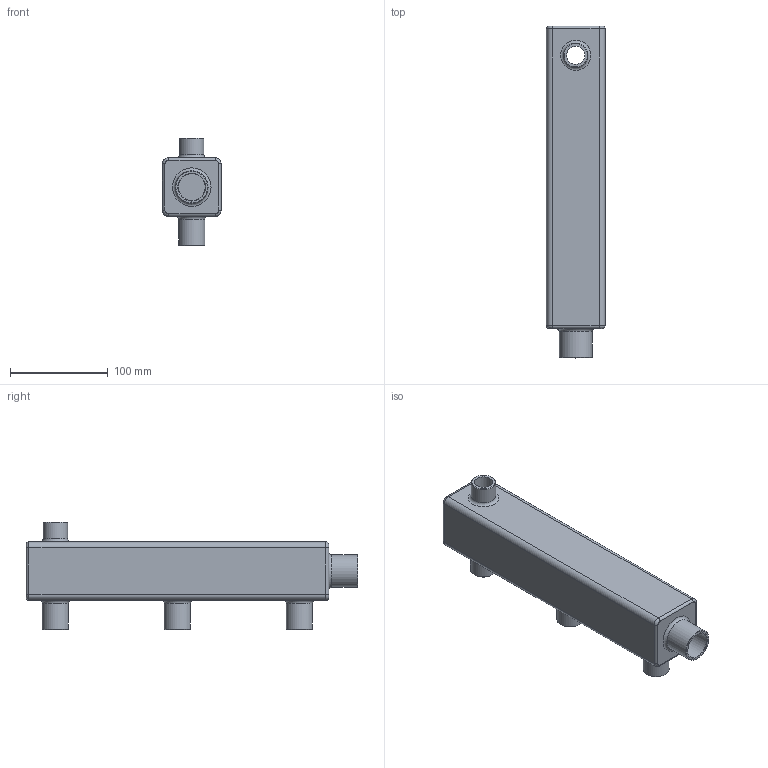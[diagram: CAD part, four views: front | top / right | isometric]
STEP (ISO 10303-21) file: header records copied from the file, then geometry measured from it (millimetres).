
FILE_DESCRIPTION(('STEP AP203'), '1');
FILE_NAME('DM-25-20x3.17', '', ('UNSPECIFIED'), ('UNSPECIFIED'), 'ASCON STEP Converter 1.6', 'ASCON Math Kernel', '');
FILE_SCHEMA(('CONFIG_CONTROL_DESIGN'));
Length unit declared in the file: millimetre
Bounding box: 60.55 x 340 x 110 mm (x, y, z)
Volume: 246249.1 mm3; surface area: 166555.3 mm2
Topology: 1 solids, 1 shells, 358 faces, 972 edges, 639 vertices
Faces by surface type: bspline 171, plane 117, cylinder 43, cone 14, torus 13
Full cylindrical faces by diameter (mm): 18.632 x1, 22 x3, 25 x4, 26.8 x3, 27.5 x1, 30 x1, 33.5 x1
Entity records: 18474 total; most frequent: CARTESIAN_POINT 8078, ORIENTED_EDGE 1878, EDGE_CURVE 939, DIRECTION 910, VERTEX_POINT 639, B_SPLINE_CURVE_WITH_KNOTS 508, EDGE_LOOP 422, FACE_BOUND 372
